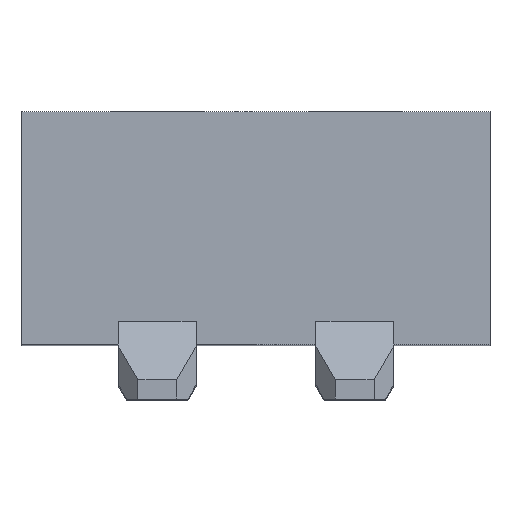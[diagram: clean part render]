
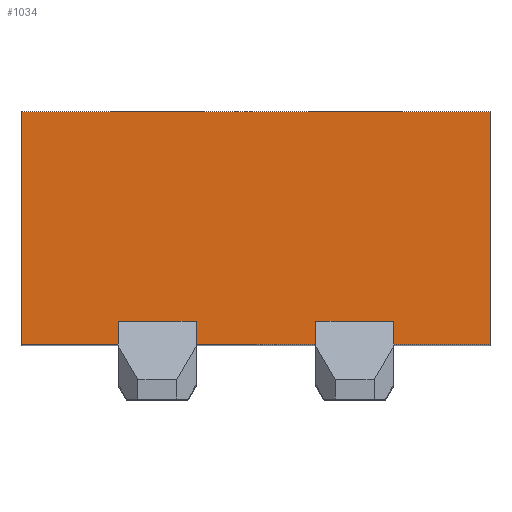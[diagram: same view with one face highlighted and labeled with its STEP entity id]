
A CAD part, top view. The second image highlights one B-rep face of the part: STEP entity #1034.
In plain terms, the highlighted planar face has unit normal (0, 0, 1).
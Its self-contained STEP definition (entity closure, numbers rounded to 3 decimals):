
#442=EDGE_CURVE('',#900,#680,#1264,.T.);
#448=EDGE_CURVE('',#1202,#812,#1270,.T.);
#488=EDGE_CURVE('',#700,#1126,#1315,.T.);
#564=EDGE_CURVE('',#1174,#818,#1396,.T.);
#604=EDGE_CURVE('',#656,#1058,#1440,.T.);
#644=EDGE_CURVE('',#784,#900,#1483,.T.);
#656=VERTEX_POINT('',#1497);
#672=EDGE_CURVE('',#818,#656,#1515,.T.);
#680=VERTEX_POINT('',#1523);
#700=VERTEX_POINT('',#1544);
#784=VERTEX_POINT('',#1640);
#800=EDGE_CURVE('',#1058,#1174,#1657,.T.);
#812=VERTEX_POINT('',#1669);
#818=VERTEX_POINT('',#1675);
#900=VERTEX_POINT('',#1765);
#960=EDGE_CURVE('',#812,#700,#1833,.T.);
#1016=EDGE_CURVE('',#1126,#1202,#1896,.T.);
#1024=EDGE_CURVE('',#680,#1204,#1904,.T.);
#1034=ADVANCED_FACE('',(#1915,#1916,#1917),#1918,.T.);
#1058=VERTEX_POINT('',#1947);
#1074=EDGE_CURVE('',#1204,#784,#1965,.T.);
#1126=VERTEX_POINT('',#2022);
#1174=VERTEX_POINT('',#2076);
#1202=VERTEX_POINT('',#2106);
#1204=VERTEX_POINT('',#2108);
#1264=LINE('',#2170,#2171);
#1270=LINE('',#2178,#2179);
#1315=LINE('',#2239,#2240);
#1396=LINE('',#2366,#2367);
#1440=LINE('',#2430,#2431);
#1483=LINE('',#2497,#2498);
#1497=CARTESIAN_POINT('',(1.77,1.0,3.1));
#1515=LINE('',#2537,#2538);
#1523=CARTESIAN_POINT('',(-1.77,0.75,3.1));
#1544=CARTESIAN_POINT('',(-3.01,0.7,3.1));
#1640=CARTESIAN_POINT('',(-0.77,1.0,3.1));
#1657=LINE('',#2733,#2734);
#1669=CARTESIAN_POINT('',(-3.01,3.7,3.1));
#1675=CARTESIAN_POINT('',(0.77,1.0,3.1));
#1765=CARTESIAN_POINT('',(-0.77,0.75,3.1));
#1833=LINE('',#2989,#2990);
#1896=LINE('',#3086,#3087);
#1904=LINE('',#3102,#3103);
#1915=FACE_OUTER_BOUND('',#3118,.T.);
#1916=FACE_BOUND('',#3119,.T.);
#1917=FACE_BOUND('',#3120,.T.);
#1918=PLANE('',#3121);
#1947=CARTESIAN_POINT('',(1.77,0.75,3.1));
#1965=LINE('',#3185,#3186);
#2022=CARTESIAN_POINT('',(3.01,0.7,3.1));
#2076=CARTESIAN_POINT('',(0.77,0.75,3.1));
#2106=CARTESIAN_POINT('',(3.01,3.7,3.1));
#2108=CARTESIAN_POINT('',(-1.77,1.0,3.1));
#2170=CARTESIAN_POINT('',(-1.135,0.75,3.1));
#2171=VECTOR('',#3440,1.0);
#2178=CARTESIAN_POINT('',(0.0,3.7,3.1));
#2179=VECTOR('',#3441,1.0);
#2239=CARTESIAN_POINT('',(0.0,0.7,3.1));
#2240=VECTOR('',#3491,1.0);
#2366=CARTESIAN_POINT('',(0.77,0.6,3.1));
#2367=VECTOR('',#3555,1.0);
#2430=CARTESIAN_POINT('',(1.77,0.6,3.1));
#2431=VECTOR('',#3600,1.0);
#2497=CARTESIAN_POINT('',(-0.77,0.6,3.1));
#2498=VECTOR('',#3638,1.0);
#2537=CARTESIAN_POINT('',(0.135,1.0,3.1));
#2538=VECTOR('',#3677,1.0);
#2733=CARTESIAN_POINT('',(0.135,0.75,3.1));
#2734=VECTOR('',#3813,1.0);
#2989=CARTESIAN_POINT('',(-3.01,2.2,3.1));
#2990=VECTOR('',#3983,1.0);
#3086=CARTESIAN_POINT('',(3.01,2.2,3.1));
#3087=VECTOR('',#4055,1.0);
#3102=CARTESIAN_POINT('',(-1.77,0.6,3.1));
#3103=VECTOR('',#4059,1.0);
#3118=EDGE_LOOP('',(#4071,#4072,#4073,#4074));
#3119=EDGE_LOOP('',(#4075,#4076,#4077,#4078));
#3120=EDGE_LOOP('',(#4079,#4080,#4081,#4082));
#3121=AXIS2_PLACEMENT_3D('',#4083,#4084,#4085);
#3185=CARTESIAN_POINT('',(-1.135,1.0,3.1));
#3186=VECTOR('',#4152,1.0);
#3440=DIRECTION('',(-1.0,0.,0.0));
#3441=DIRECTION('',(-1.0,0.0,0.0));
#3491=DIRECTION('',(1.0,0.0,0.0));
#3555=DIRECTION('',(0.,1.0,0.0));
#3600=DIRECTION('',(0.,-1.0,0.0));
#3638=DIRECTION('',(0.,-1.0,0.0));
#3677=DIRECTION('',(1.0,0.,0.0));
#3813=DIRECTION('',(-1.0,0.,0.0));
#3983=DIRECTION('',(0.0,-1.0,0.0));
#4055=DIRECTION('',(0.0,1.0,0.0));
#4059=DIRECTION('',(0.,1.0,0.0));
#4071=ORIENTED_EDGE('',*,*,#1016,.T.);
#4072=ORIENTED_EDGE('',*,*,#448,.T.);
#4073=ORIENTED_EDGE('',*,*,#960,.T.);
#4074=ORIENTED_EDGE('',*,*,#488,.T.);
#4075=ORIENTED_EDGE('',*,*,#564,.T.);
#4076=ORIENTED_EDGE('',*,*,#672,.T.);
#4077=ORIENTED_EDGE('',*,*,#604,.T.);
#4078=ORIENTED_EDGE('',*,*,#800,.T.);
#4079=ORIENTED_EDGE('',*,*,#1024,.T.);
#4080=ORIENTED_EDGE('',*,*,#1074,.T.);
#4081=ORIENTED_EDGE('',*,*,#644,.T.);
#4082=ORIENTED_EDGE('',*,*,#442,.T.);
#4083=CARTESIAN_POINT('',(0.0,2.2,3.1));
#4084=DIRECTION('',(0.0,0.0,1.0));
#4085=DIRECTION('',(1.0,-0.0,0.0));
#4152=DIRECTION('',(1.0,0.,0.0));
